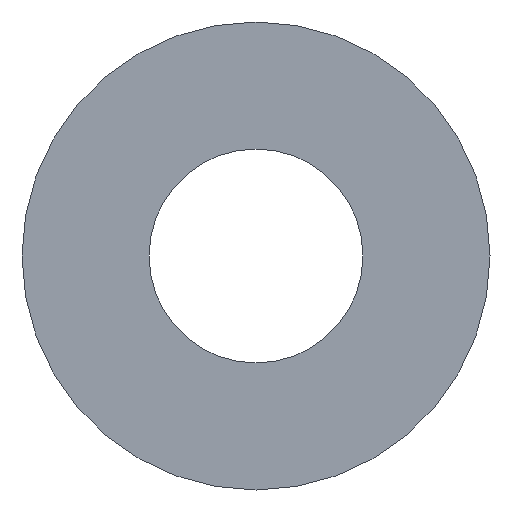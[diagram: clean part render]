
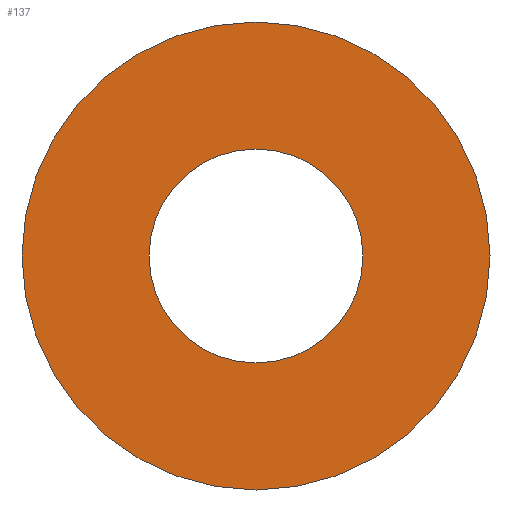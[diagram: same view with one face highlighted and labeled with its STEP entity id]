
A CAD part, front view. The second image highlights one B-rep face of the part: STEP entity #137.
In plain terms, the highlighted planar face has unit normal (0, -1, 0).
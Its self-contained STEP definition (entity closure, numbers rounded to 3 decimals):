
#1 = CARTESIAN_POINT ( 'NONE',  ( 0., 0., 0. ) ) ;
#3 = DIRECTION ( 'NONE',  ( 0., 1., 0. ) ) ;
#7 = PLANE ( 'NONE',  #154 ) ;
#8 = CARTESIAN_POINT ( 'NONE',  ( 0., 0., -1.6 ) ) ;
#13 = AXIS2_PLACEMENT_3D ( 'NONE', #1, #3, #16 ) ;
#15 = CARTESIAN_POINT ( 'NONE',  ( 0., 0., 0. ) ) ;
#16 = DIRECTION ( 'NONE',  ( 0., 0., 1. ) ) ;
#18 = CARTESIAN_POINT ( 'NONE',  ( 0., 0., 3.5 ) ) ;
#24 = ORIENTED_EDGE ( 'NONE', *, *, #198, .F. ) ;
#25 = VERTEX_POINT ( 'NONE', #53 ) ;
#31 = EDGE_CURVE ( 'NONE', #83, #166, #84, .T. ) ;
#34 = AXIS2_PLACEMENT_3D ( 'NONE', #195, #60, #62 ) ;
#35 = EDGE_CURVE ( 'NONE', #166, #83, #159, .T. ) ;
#38 = EDGE_LOOP ( 'NONE', ( #148, #24 ) ) ;
#41 = FACE_BOUND ( 'NONE', #67, .T. ) ;
#53 = CARTESIAN_POINT ( 'NONE',  ( 0., 0., -3.5 ) ) ;
#60 = DIRECTION ( 'NONE',  ( 0., 1., 0. ) ) ;
#62 = DIRECTION ( 'NONE',  ( 0., 0., 1. ) ) ;
#67 = EDGE_LOOP ( 'NONE', ( #182, #164 ) ) ;
#68 = VERTEX_POINT ( 'NONE', #18 ) ;
#75 = DIRECTION ( 'NONE',  ( 0., 1., 0. ) ) ;
#77 = CIRCLE ( 'NONE', #34, 3.5 ) ;
#83 = VERTEX_POINT ( 'NONE', #90 ) ;
#84 = CIRCLE ( 'NONE', #13, 1.6 ) ;
#90 = CARTESIAN_POINT ( 'NONE',  ( 0., 0., 1.6 ) ) ;
#100 = AXIS2_PLACEMENT_3D ( 'NONE', #158, #111, #112 ) ;
#103 = CARTESIAN_POINT ( 'NONE',  ( 0., 0., 0. ) ) ;
#111 = DIRECTION ( 'NONE',  ( 0., 1., 0. ) ) ;
#112 = DIRECTION ( 'NONE',  ( 0., 0., 1. ) ) ;
#116 = DIRECTION ( 'NONE',  ( 0., 0., 1. ) ) ;
#122 = DIRECTION ( 'NONE',  ( 0., 0., 1. ) ) ;
#137 = ADVANCED_FACE ( 'NONE', ( #172, #41 ), #7, .F. ) ;
#147 = AXIS2_PLACEMENT_3D ( 'NONE', #103, #186, #116 ) ;
#148 = ORIENTED_EDGE ( 'NONE', *, *, #189, .F. ) ;
#154 = AXIS2_PLACEMENT_3D ( 'NONE', #15, #75, #122 ) ;
#158 = CARTESIAN_POINT ( 'NONE',  ( 0., 0., 0. ) ) ;
#159 = CIRCLE ( 'NONE', #147, 1.6 ) ;
#164 = ORIENTED_EDGE ( 'NONE', *, *, #31, .T. ) ;
#166 = VERTEX_POINT ( 'NONE', #8 ) ;
#172 = FACE_OUTER_BOUND ( 'NONE', #38, .T. ) ;
#182 = ORIENTED_EDGE ( 'NONE', *, *, #35, .T. ) ;
#186 = DIRECTION ( 'NONE',  ( 0., 1., 0. ) ) ;
#189 = EDGE_CURVE ( 'NONE', #25, #68, #77, .T. ) ;
#195 = CARTESIAN_POINT ( 'NONE',  ( 0., 0., 0. ) ) ;
#197 = CIRCLE ( 'NONE', #100, 3.5 ) ;
#198 = EDGE_CURVE ( 'NONE', #68, #25, #197, .T. ) ;
